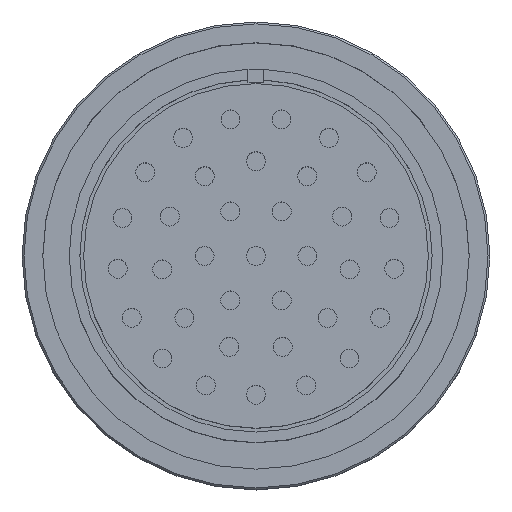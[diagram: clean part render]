
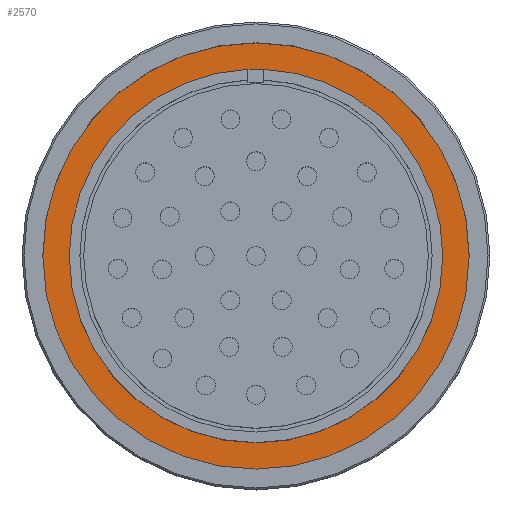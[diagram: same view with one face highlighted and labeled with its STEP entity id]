
A CAD part, top view. The second image highlights one B-rep face of the part: STEP entity #2570.
In plain terms, the highlighted planar face has unit normal (0, 0, 1).
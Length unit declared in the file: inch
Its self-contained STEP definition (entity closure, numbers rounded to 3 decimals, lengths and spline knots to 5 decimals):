
#719 = VERTEX_POINT ( 'NONE', #6261 ) ;
#1165 = DIRECTION ( 'NONE',  ( 1., 0., 0. ) ) ;
#1223 = PLANE ( 'NONE',  #9232 ) ;
#1360 = DIRECTION ( 'NONE',  ( 0., 0., 1. ) ) ;
#1378 = CARTESIAN_POINT ( 'NONE',  ( 0., 0.9855, 2.9186 ) ) ;
#1552 = CIRCLE ( 'NONE', #2420, 1.125 ) ;
#1726 = EDGE_CURVE ( 'NONE', #719, #6451, #1552, .T. ) ;
#1765 = EDGE_CURVE ( 'NONE', #6700, #6650, #1908, .T. ) ;
#1779 = EDGE_CURVE ( 'NONE', #6650, #6645, #1986, .T. ) ;
#1908 = CIRCLE ( 'NONE', #2451, 0.9855 ) ;
#1986 = CIRCLE ( 'NONE', #2424, 0.9855 ) ;
#2420 = AXIS2_PLACEMENT_3D ( 'NONE', #6049, #6077, #5908 ) ;
#2424 = AXIS2_PLACEMENT_3D ( 'NONE', #4622, #4562, #4384 ) ;
#2451 = AXIS2_PLACEMENT_3D ( 'NONE', #4556, #4521, #4594 ) ;
#2570 = ADVANCED_FACE ( 'NONE', ( #5843, #5818 ), #1223, .T. ) ;
#4384 = DIRECTION ( 'NONE',  ( -1., 0., 0. ) ) ;
#4521 = DIRECTION ( 'NONE',  ( 0., 0., -1. ) ) ;
#4556 = CARTESIAN_POINT ( 'NONE',  ( 0., 0., 2.9186 ) ) ;
#4562 = DIRECTION ( 'NONE',  ( 0., 0., -1. ) ) ;
#4594 = DIRECTION ( 'NONE',  ( -1., 0., 0. ) ) ;
#4622 = CARTESIAN_POINT ( 'NONE',  ( 0., 0., 2.9186 ) ) ;
#4690 = AXIS2_PLACEMENT_3D ( 'NONE', #10438, #10430, #10271 ) ;
#5078 = LINE ( 'NONE', #7469, #5079 ) ;
#5079 = VECTOR ( 'NONE', #7547, 39.37008 ) ;
#5176 = CIRCLE ( 'NONE', #10703, 1.125 ) ;
#5225 = CIRCLE ( 'NONE', #4690, 0.9855 ) ;
#5241 = LINE ( 'NONE', #10290, #5243 ) ;
#5243 = VECTOR ( 'NONE', #10356, 39.37008 ) ;
#5264 = LINE ( 'NONE', #11500, #5275 ) ;
#5275 = VECTOR ( 'NONE', #11569, 39.37008 ) ;
#5601 = EDGE_CURVE ( 'NONE', #8212, #8301, #5078, .T. ) ;
#5676 = EDGE_CURVE ( 'NONE', #6451, #719, #5176, .T. ) ;
#5716 = EDGE_CURVE ( 'NONE', #6645, #8301, #5225, .T. ) ;
#5727 = EDGE_CURVE ( 'NONE', #8181, #8212, #5241, .T. ) ;
#5748 = EDGE_CURVE ( 'NONE', #6700, #8181, #5264, .T. ) ;
#5818 = FACE_OUTER_BOUND ( 'NONE', #8649, .T. ) ;
#5843 = FACE_BOUND ( 'NONE', #8155, .T. ) ;
#5908 = DIRECTION ( 'NONE',  ( -1., 0., 0. ) ) ;
#6049 = CARTESIAN_POINT ( 'NONE',  ( 0., 0., 2.9186 ) ) ;
#6077 = DIRECTION ( 'NONE',  ( 0., 0., -1. ) ) ;
#6261 = CARTESIAN_POINT ( 'NONE',  ( 1.125, 0., 2.9186 ) ) ;
#6451 = VERTEX_POINT ( 'NONE', #9411 ) ;
#6645 = VERTEX_POINT ( 'NONE', #9552 ) ;
#6650 = VERTEX_POINT ( 'NONE', #9554 ) ;
#6700 = VERTEX_POINT ( 'NONE', #9580 ) ;
#6771 = CARTESIAN_POINT ( 'NONE',  ( 0.04004, 0.98714, 2.9186 ) ) ;
#6793 = CARTESIAN_POINT ( 'NONE',  ( -0.04232, 0.98714, 2.9186 ) ) ;
#6827 = CARTESIAN_POINT ( 'NONE',  ( -0.04232, 0.98459, 2.9186 ) ) ;
#7469 = CARTESIAN_POINT ( 'NONE',  ( -0.04232, 0.9855, 2.9186 ) ) ;
#7547 = DIRECTION ( 'NONE',  ( 0., -1., 0. ) ) ;
#8155 = EDGE_LOOP ( 'NONE', ( #8247, #8321, #8228, #8282, #8213, #8191 ) ) ;
#8181 = VERTEX_POINT ( 'NONE', #6771 ) ;
#8191 = ORIENTED_EDGE ( 'NONE', *, *, #5716, .T. ) ;
#8212 = VERTEX_POINT ( 'NONE', #6793 ) ;
#8213 = ORIENTED_EDGE ( 'NONE', *, *, #1779, .T. ) ;
#8228 = ORIENTED_EDGE ( 'NONE', *, *, #5748, .F. ) ;
#8245 = ORIENTED_EDGE ( 'NONE', *, *, #1726, .F. ) ;
#8247 = ORIENTED_EDGE ( 'NONE', *, *, #5601, .F. ) ;
#8282 = ORIENTED_EDGE ( 'NONE', *, *, #1765, .T. ) ;
#8301 = VERTEX_POINT ( 'NONE', #6827 ) ;
#8321 = ORIENTED_EDGE ( 'NONE', *, *, #5727, .F. ) ;
#8403 = ORIENTED_EDGE ( 'NONE', *, *, #5676, .F. ) ;
#8649 = EDGE_LOOP ( 'NONE', ( #8403, #8245 ) ) ;
#9232 = AXIS2_PLACEMENT_3D ( 'NONE', #1378, #1360, #1165 ) ;
#9411 = CARTESIAN_POINT ( 'NONE',  ( -1.125, 0., 2.9186 ) ) ;
#9552 = CARTESIAN_POINT ( 'NONE',  ( -0.9855, 0., 2.9186 ) ) ;
#9554 = CARTESIAN_POINT ( 'NONE',  ( 0.9855, 0., 2.9186 ) ) ;
#9580 = CARTESIAN_POINT ( 'NONE',  ( 0.04004, 0.98469, 2.9186 ) ) ;
#10271 = DIRECTION ( 'NONE',  ( -1., 0., 0. ) ) ;
#10290 = CARTESIAN_POINT ( 'NONE',  ( 0., 0.98714, 2.9186 ) ) ;
#10301 = CARTESIAN_POINT ( 'NONE',  ( 0., 0., 2.9186 ) ) ;
#10321 = DIRECTION ( 'NONE',  ( -1., 0., 0. ) ) ;
#10323 = DIRECTION ( 'NONE',  ( 0., 0., -1. ) ) ;
#10356 = DIRECTION ( 'NONE',  ( -1., 0., 0. ) ) ;
#10430 = DIRECTION ( 'NONE',  ( 0., 0., -1. ) ) ;
#10438 = CARTESIAN_POINT ( 'NONE',  ( 0., 0., 2.9186 ) ) ;
#10703 = AXIS2_PLACEMENT_3D ( 'NONE', #10301, #10323, #10321 ) ;
#11500 = CARTESIAN_POINT ( 'NONE',  ( 0.04004, 0.9855, 2.9186 ) ) ;
#11569 = DIRECTION ( 'NONE',  ( 0., 1., 0. ) ) ;
